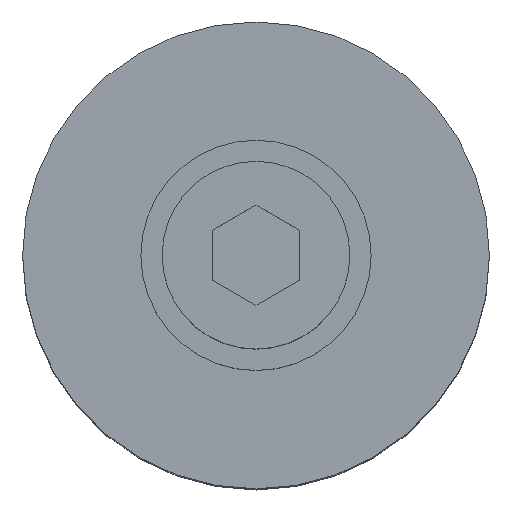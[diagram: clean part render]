
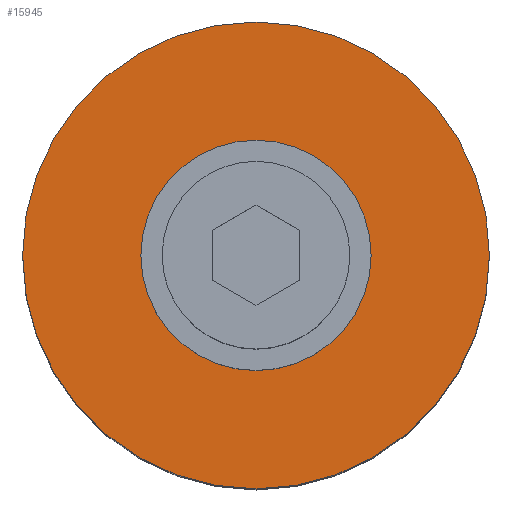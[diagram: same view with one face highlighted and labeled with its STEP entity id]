
A CAD part, top view. The second image highlights one B-rep face of the part: STEP entity #15945.
In plain terms, the highlighted planar face has unit normal (0, 0, 1).
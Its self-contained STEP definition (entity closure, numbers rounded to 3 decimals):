
#15815=CARTESIAN_POINT('Vertex',(16.,0.,4.)) ;
#15829=CARTESIAN_POINT('Vertex',(-16.,0.,4.)) ;
#15832=CARTESIAN_POINT('Axis2P3D Location',(0.,0.,4.)) ;
#15849=CARTESIAN_POINT('Axis2P3D Location',(0.,0.,4.)) ;
#15866=CARTESIAN_POINT('Axis2P3D Location',(0.,0.,4.)) ;
#15870=CARTESIAN_POINT('Vertex',(-5.,0.,4.)) ;
#15872=CARTESIAN_POINT('Vertex',(5.,0.,4.)) ;
#15901=CARTESIAN_POINT('Axis2P3D Location',(0.,0.,4.)) ;
#15932=CARTESIAN_POINT('Axis2P3D Location',(0.,0.,4.)) ;
#15833=DIRECTION('Axis2P3D Direction',(0.,0.,1.)) ;
#15850=DIRECTION('Axis2P3D Direction',(0.,0.,1.)) ;
#15867=DIRECTION('Axis2P3D Direction',(0.,0.,1.)) ;
#15902=DIRECTION('Axis2P3D Direction',(0.,0.,1.)) ;
#15933=DIRECTION('Axis2P3D Direction',(0.,0.,1.)) ;
#15934=DIRECTION('Axis2P3D XDirection',(1.,0.,0.)) ;
#15834=AXIS2_PLACEMENT_3D('Circle Axis2P3D',#15832,#15833,$) ;
#15851=AXIS2_PLACEMENT_3D('Circle Axis2P3D',#15849,#15850,$) ;
#15868=AXIS2_PLACEMENT_3D('Circle Axis2P3D',#15866,#15867,$) ;
#15903=AXIS2_PLACEMENT_3D('Circle Axis2P3D',#15901,#15902,$) ;
#15935=AXIS2_PLACEMENT_3D('Plane Axis2P3D',#15932,#15933,#15934) ;
#15835=CIRCLE('generated circle',#15834,16.) ;
#15852=CIRCLE('generated circle',#15851,16.) ;
#15869=CIRCLE('generated circle',#15868,5.) ;
#15904=CIRCLE('generated circle',#15903,5.) ;
#15936=PLANE('',#15935) ;
#15944=FACE_BOUND('',#15941,.T.) ;
#15836=EDGE_CURVE('',#15816,#15830,#15835,.T.) ;
#15853=EDGE_CURVE('',#15830,#15816,#15852,.T.) ;
#15874=EDGE_CURVE('',#15871,#15873,#15869,.T.) ;
#15905=EDGE_CURVE('',#15873,#15871,#15904,.T.) ;
#15938=ORIENTED_EDGE('',*,*,#15836,.T.) ;
#15939=ORIENTED_EDGE('',*,*,#15853,.T.) ;
#15942=ORIENTED_EDGE('',*,*,#15874,.F.) ;
#15943=ORIENTED_EDGE('',*,*,#15905,.F.) ;
#15937=EDGE_LOOP('',(#15938,#15939)) ;
#15941=EDGE_LOOP('',(#15942,#15943)) ;
#15816=VERTEX_POINT('',#15815) ;
#15830=VERTEX_POINT('',#15829) ;
#15871=VERTEX_POINT('',#15870) ;
#15873=VERTEX_POINT('',#15872) ;
#15945=ADVANCED_FACE('PartBody',(#15940,#15944),#15936,.T.) ;
#15940=FACE_OUTER_BOUND('',#15937,.T.) ;
